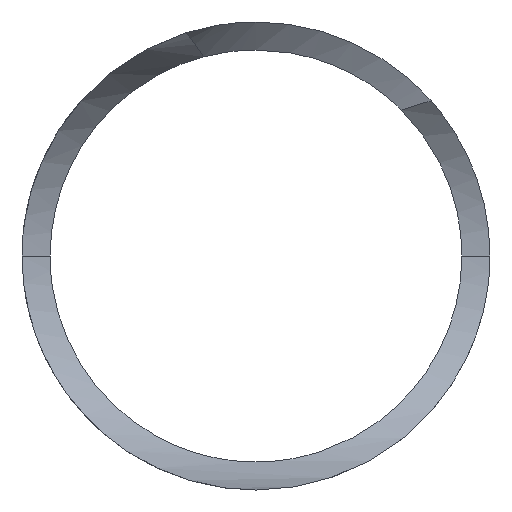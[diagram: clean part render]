
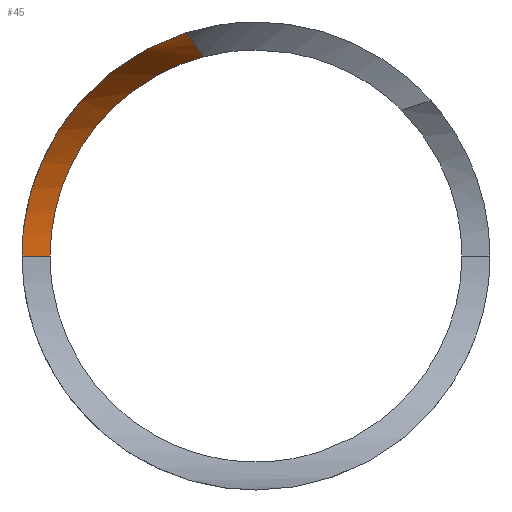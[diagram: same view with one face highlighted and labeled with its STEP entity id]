
A CAD part, front view. The second image highlights one B-rep face of the part: STEP entity #45.
In plain terms, the highlighted cylindrical face has radius 12.5 mm (diameter 25 mm), a partial arc.
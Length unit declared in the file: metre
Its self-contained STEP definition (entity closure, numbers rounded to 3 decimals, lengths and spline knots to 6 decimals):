
#45=ADVANCED_FACE('',(#91),#92,.F.);
#91=FACE_OUTER_BOUND('',#135,.T.);
#92=CYLINDRICAL_SURFACE('',#136,0.0125);
#135=EDGE_LOOP('',(#201,#202,#203,#204));
#136=AXIS2_PLACEMENT_3D('',#205,#206,#207);
#201=ORIENTED_EDGE('',*,*,#308,.F.);
#202=ORIENTED_EDGE('',*,*,#302,.T.);
#203=ORIENTED_EDGE('',*,*,#309,.T.);
#204=ORIENTED_EDGE('',*,*,#297,.F.);
#205=CARTESIAN_POINT('',(-0.653,-0.18,0.0));
#206=DIRECTION('',(1.0,0.0,0.0));
#207=DIRECTION('',(0.0,-1.0,0.0));
#297=EDGE_CURVE('',#357,#359,#360,.F.);
#302=EDGE_CURVE('',#368,#366,#369,.T.);
#308=EDGE_CURVE('',#368,#357,#377,.T.);
#309=EDGE_CURVE('0:78',#366,#359,#378,.T.);
#357=VERTEX_POINT('',#598);
#359=VERTEX_POINT('',#631);
#360=B_SPLINE_CURVE_WITH_KNOTS('',5,(#632,#633,#634,#635,#636,#637,#638,#639,#640,#641,#642,#643,#644,#645,#646,#647,#648,#649,#650,#651,#652,#653,#654,#655,#656,#657,#658,#659,#660,#661,#662,#663),.UNSPECIFIED.,.F.,.F.,(6,3,3,5,3,3,3,3,3,6),(-60.639663,-49.907022,-40.054824,-34.256822,-28.45882,-18.606621,-7.886401,-2.775433,-1.387717,-0.0),.UNSPECIFIED.);
#366=VERTEX_POINT('',#670);
#368=VERTEX_POINT('',#684);
#369=B_SPLINE_CURVE_WITH_KNOTS('',3,(#685,#686,#687,#688,#689,#690,#691,#692,#693,#694,#695,#696,#697,#698,#699,#700,#701,#702,#703,#704,#705,#706,#707,#708,#709,#710,#711,#712,#713,#714,#715,#716,#717,#718,#719,#720,#721,#722,#723),.UNSPECIFIED.,.F.,.F.,(4,2,1,2,1,2,2,1,1,2,2,2,2,1,2,2,1,2,2,2,2,1,4),(0.0,6.612733,9.919099,13.225466,16.538569,19.851673,26.477879,29.790983,33.104086,36.41719,39.730293,43.043397,46.3565,49.669604,52.982707,59.608914,62.922018,66.235121,71.85124,77.467359,83.083479,85.891538,88.699598),.UNSPECIFIED.);
#377=LINE('',#820,#821);
#378=ELLIPSE('',#822,0.013463,0.0125);
#598=CARTESIAN_POINT('',(-0.6655,-0.1675,0.));
#631=CARTESIAN_POINT('',(-0.656741,-0.176259,0.011927));
#632=CARTESIAN_POINT('',(-0.656741,-0.176259,0.011927));
#633=CARTESIAN_POINT('',(-0.657802,-0.175198,0.011594));
#634=CARTESIAN_POINT('',(-0.658842,-0.174158,0.011139));
#635=CARTESIAN_POINT('',(-0.659852,-0.173148,0.010555));
#636=CARTESIAN_POINT('',(-0.661699,-0.171301,0.009173));
#637=CARTESIAN_POINT('',(-0.663276,-0.169724,0.007266));
#638=CARTESIAN_POINT('',(-0.663951,-0.169049,0.006224));
#639=CARTESIAN_POINT('',(-0.664827,-0.168173,0.004381));
#640=CARTESIAN_POINT('',(-0.665317,-0.167683,0.002335));
#641=CARTESIAN_POINT('',(-0.66544,-0.16756,0.001559));
#642=CARTESIAN_POINT('',(-0.6655,-0.1675,0.000776));
#643=CARTESIAN_POINT('',(-0.6655,-0.1675,0.));
#644=CARTESIAN_POINT('',(-0.6655,-0.1675,-0.000776));
#645=CARTESIAN_POINT('',(-0.66544,-0.16756,-0.001559));
#646=CARTESIAN_POINT('',(-0.665317,-0.167683,-0.002335));
#647=CARTESIAN_POINT('',(-0.664827,-0.168173,-0.004381));
#648=CARTESIAN_POINT('',(-0.663951,-0.169049,-0.006224));
#649=CARTESIAN_POINT('',(-0.663276,-0.169724,-0.007266));
#650=CARTESIAN_POINT('',(-0.6617,-0.1713,-0.009171));
#651=CARTESIAN_POINT('',(-0.659854,-0.173146,-0.010553));
#652=CARTESIAN_POINT('',(-0.658846,-0.174154,-0.011137));
#653=CARTESIAN_POINT('',(-0.657311,-0.175689,-0.01181));
#654=CARTESIAN_POINT('',(-0.655733,-0.177267,-0.012215));
#655=CARTESIAN_POINT('',(-0.65522,-0.17778,-0.012318));
#656=CARTESIAN_POINT('',(-0.654565,-0.178435,-0.012415));
#657=CARTESIAN_POINT('',(-0.653908,-0.179092,-0.012468));
#658=CARTESIAN_POINT('',(-0.653794,-0.179206,-0.012475));
#659=CARTESIAN_POINT('',(-0.653594,-0.179405,-0.012487));
#660=CARTESIAN_POINT('',(-0.653395,-0.179605,-0.012494));
#661=CARTESIAN_POINT('',(-0.653281,-0.179719,-0.012498));
#662=CARTESIAN_POINT('',(-0.653,-0.179801,-0.0125));
#663=CARTESIAN_POINT('',(-0.653,-0.18,-0.0125));
#670=CARTESIAN_POINT('',(-0.655807,-0.173433,0.010636));
#684=CARTESIAN_POINT('',(-0.664,-0.1675,0.));
#685=CARTESIAN_POINT('',(-0.645234,-0.170225,0.00779));
#686=CARTESIAN_POINT('',(-0.644267,-0.169456,0.006826));
#687=CARTESIAN_POINT('',(-0.643452,-0.16876,0.005652));
#688=CARTESIAN_POINT('',(-0.642596,-0.168022,0.003646));
#689=CARTESIAN_POINT('',(-0.642151,-0.167633,0.00223));
#690=CARTESIAN_POINT('',(-0.642,-0.1675,0.000737));
#691=CARTESIAN_POINT('',(-0.642,-0.1675,-0.000739));
#692=CARTESIAN_POINT('',(-0.642151,-0.167633,-0.002233));
#693=CARTESIAN_POINT('',(-0.642599,-0.168024,-0.003653));
#694=CARTESIAN_POINT('',(-0.643457,-0.168765,-0.005662));
#695=CARTESIAN_POINT('',(-0.644275,-0.169463,-0.006837));
#696=CARTESIAN_POINT('',(-0.645731,-0.170619,-0.008284));
#697=CARTESIAN_POINT('',(-0.64678,-0.171426,-0.009148));
#698=CARTESIAN_POINT('',(-0.648571,-0.172643,-0.01014));
#699=CARTESIAN_POINT('',(-0.649935,-0.173353,-0.010591));
#700=CARTESIAN_POINT('',(-0.651404,-0.17389,-0.01091));
#701=CARTESIAN_POINT('',(-0.652198,-0.174063,-0.011));
#702=CARTESIAN_POINT('',(-0.653801,-0.174063,-0.011));
#703=CARTESIAN_POINT('',(-0.654595,-0.173891,-0.01091));
#704=CARTESIAN_POINT('',(-0.656064,-0.173354,-0.010591));
#705=CARTESIAN_POINT('',(-0.656747,-0.172998,-0.010366));
#706=CARTESIAN_POINT('',(-0.658025,-0.172239,-0.00981));
#707=CARTESIAN_POINT('',(-0.65922,-0.171427,-0.009148));
#708=CARTESIAN_POINT('',(-0.660269,-0.170619,-0.008285));
#709=CARTESIAN_POINT('',(-0.661725,-0.169463,-0.006838));
#710=CARTESIAN_POINT('',(-0.662542,-0.168765,-0.005663));
#711=CARTESIAN_POINT('',(-0.663401,-0.168024,-0.003653));
#712=CARTESIAN_POINT('',(-0.663849,-0.167633,-0.002234));
#713=CARTESIAN_POINT('',(-0.664,-0.1675,-0.000739));
#714=CARTESIAN_POINT('',(-0.664,-0.1675,0.001253));
#715=CARTESIAN_POINT('',(-0.663778,-0.167696,0.002526));
#716=CARTESIAN_POINT('',(-0.662941,-0.168423,0.004872));
#717=CARTESIAN_POINT('',(-0.662332,-0.168947,0.005942));
#718=CARTESIAN_POINT('',(-0.660861,-0.170158,0.007785));
#719=CARTESIAN_POINT('',(-0.660001,-0.170846,0.008562));
#720=CARTESIAN_POINT('',(-0.658559,-0.171874,0.00951));
#721=CARTESIAN_POINT('',(-0.657545,-0.172558,0.010068));
#722=CARTESIAN_POINT('',(-0.656411,-0.173175,0.010477));
#723=CARTESIAN_POINT('',(-0.655807,-0.173433,0.010636));
#820=CARTESIAN_POINT('',(-0.653,-0.1675,0.));
#821=VECTOR('',#1079,1.0);
#822=AXIS2_PLACEMENT_3D('',#1080,#1081,#1082);
#1079=DIRECTION('',(-1.0,0.0,0.0));
#1080=CARTESIAN_POINT('',(-0.653,-0.18,0.));
#1081=DIRECTION('',(0.928,-0.152,0.339));
#1082=DIRECTION('',(0.371,0.38,-0.847));
